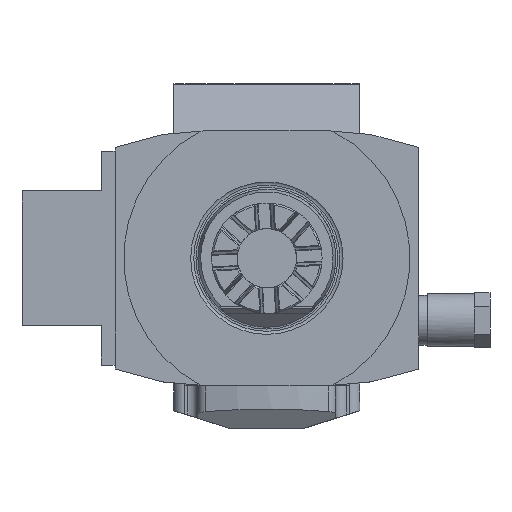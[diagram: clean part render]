
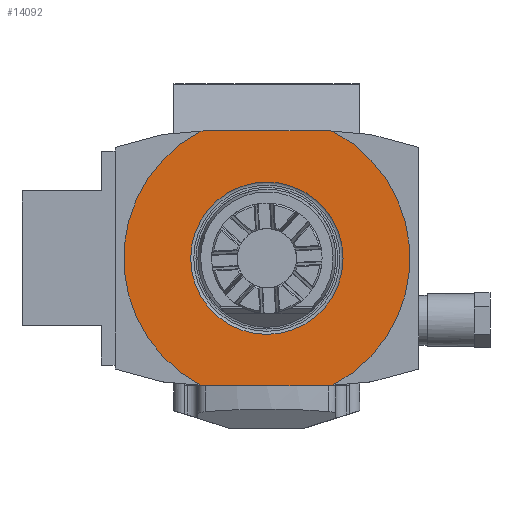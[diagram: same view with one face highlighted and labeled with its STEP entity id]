
A CAD part, front view. The second image highlights one B-rep face of the part: STEP entity #14092.
In plain terms, the highlighted planar face has unit normal (0, -1, 0).
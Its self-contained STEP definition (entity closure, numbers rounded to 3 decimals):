
#122 = VECTOR ( 'NONE', #13674, 1000. ) ;
#123 = DIRECTION ( 'NONE',  ( 0., 1., 0. ) ) ;
#705 = PLANE ( 'NONE',  #11295 ) ;
#887 = VERTEX_POINT ( 'NONE', #19279 ) ;
#962 = VECTOR ( 'NONE', #6695, 1000. ) ;
#990 = EDGE_CURVE ( 'NONE', #19027, #19027, #16661, .T. ) ;
#1298 = LINE ( 'NONE', #27414, #21368 ) ;
#1564 = VERTEX_POINT ( 'NONE', #18535 ) ;
#2109 = LINE ( 'NONE', #6896, #4117 ) ;
#2119 = VERTEX_POINT ( 'NONE', #18862 ) ;
#2205 = CARTESIAN_POINT ( 'NONE',  ( 17.21, -78., 37. ) ) ;
#2516 = DIRECTION ( 'NONE',  ( 0., 1., 0. ) ) ;
#2640 = CARTESIAN_POINT ( 'NONE',  ( 0., -78., 37. ) ) ;
#2720 = ORIENTED_EDGE ( 'NONE', *, *, #990, .F. ) ;
#2801 = LINE ( 'NONE', #4879, #9172 ) ;
#3025 = EDGE_CURVE ( 'NONE', #1564, #13022, #4484, .T. ) ;
#3350 = CARTESIAN_POINT ( 'NONE',  ( 0., -78., 0. ) ) ;
#3419 = CARTESIAN_POINT ( 'NONE',  ( -22.095, -78., 0. ) ) ;
#4117 = VECTOR ( 'NONE', #21441, 1000. ) ;
#4484 = LINE ( 'NONE', #27843, #122 ) ;
#4706 = EDGE_CURVE ( 'NONE', #11672, #887, #1298, .T. ) ;
#4879 = CARTESIAN_POINT ( 'NONE',  ( -30.155, -78., 35.867 ) ) ;
#4888 = CARTESIAN_POINT ( 'NONE',  ( 0., -78., 0. ) ) ;
#5401 = EDGE_CURVE ( 'NONE', #2119, #19293, #2801, .T. ) ;
#5874 = DIRECTION ( 'NONE',  ( -1., 0., 0. ) ) ;
#6695 = DIRECTION ( 'NONE',  ( 1., 0., 0. ) ) ;
#6896 = CARTESIAN_POINT ( 'NONE',  ( 0., -78., -37. ) ) ;
#7997 = DIRECTION ( 'NONE',  ( -1., 0., 0. ) ) ;
#8383 = ORIENTED_EDGE ( 'NONE', *, *, #11128, .F. ) ;
#9172 = VECTOR ( 'NONE', #25226, 1000. ) ;
#9254 = DIRECTION ( 'NONE',  ( -1., 0., 0. ) ) ;
#9849 = CARTESIAN_POINT ( 'NONE',  ( 22.15, -78., 0. ) ) ;
#11128 = EDGE_CURVE ( 'NONE', #27478, #1564, #22789, .T. ) ;
#11295 = AXIS2_PLACEMENT_3D ( 'NONE', #9849, #123, #9254 ) ;
#11672 = VERTEX_POINT ( 'NONE', #12969 ) ;
#11926 = CIRCLE ( 'NONE', #23459, 41.5 ) ;
#12226 = VERTEX_POINT ( 'NONE', #2205 ) ;
#12532 = DIRECTION ( 'NONE',  ( 0., 1., 0. ) ) ;
#12969 = CARTESIAN_POINT ( 'NONE',  ( -19.12, -78., -36.833 ) ) ;
#13022 = VERTEX_POINT ( 'NONE', #23912 ) ;
#13674 = DIRECTION ( 'NONE',  ( -0.996, 0., -0.087 ) ) ;
#14088 = DIRECTION ( 'NONE',  ( -1., 0., 0. ) ) ;
#14092 = ADVANCED_FACE ( 'Defeature completata1_401', ( #21291, #16042 ), #705, .F. ) ;
#14215 = CARTESIAN_POINT ( 'NONE',  ( 30.155, -78., 35.867 ) ) ;
#15700 = EDGE_CURVE ( 'NONE', #11672, #2119, #11926, .T. ) ;
#16042 = FACE_BOUND ( 'NONE', #22517, .T. ) ;
#16182 = LINE ( 'NONE', #14215, #24810 ) ;
#16480 = CARTESIAN_POINT ( 'NONE',  ( -17.21, -78., 37. ) ) ;
#16661 = CIRCLE ( 'NONE', #20016, 22.095 ) ;
#16666 = ORIENTED_EDGE ( 'NONE', *, *, #5401, .F. ) ;
#17860 = EDGE_CURVE ( 'NONE', #887, #13022, #2109, .T. ) ;
#17995 = EDGE_LOOP ( 'NONE', ( #16666, #18529, #21613, #23800, #28650, #8383, #27487, #23102 ) ) ;
#18529 = ORIENTED_EDGE ( 'NONE', *, *, #15700, .F. ) ;
#18535 = CARTESIAN_POINT ( 'NONE',  ( 19.12, -78., -36.833 ) ) ;
#18862 = CARTESIAN_POINT ( 'NONE',  ( -19.12, -78., 36.833 ) ) ;
#19027 = VERTEX_POINT ( 'NONE', #3419 ) ;
#19279 = CARTESIAN_POINT ( 'NONE',  ( -17.21, -78., -37. ) ) ;
#19293 = VERTEX_POINT ( 'NONE', #16480 ) ;
#20016 = AXIS2_PLACEMENT_3D ( 'NONE', #28824, #22454, #7997 ) ;
#20526 = LINE ( 'NONE', #2640, #962 ) ;
#21291 = FACE_OUTER_BOUND ( 'NONE', #17995, .T. ) ;
#21368 = VECTOR ( 'NONE', #24690, 1000. ) ;
#21441 = DIRECTION ( 'NONE',  ( 1., 0., 0. ) ) ;
#21613 = ORIENTED_EDGE ( 'NONE', *, *, #4706, .T. ) ;
#22454 = DIRECTION ( 'NONE',  ( 0., -1., 0. ) ) ;
#22517 = EDGE_LOOP ( 'NONE', ( #2720 ) ) ;
#22789 = CIRCLE ( 'NONE', #27619, 41.5 ) ;
#23102 = ORIENTED_EDGE ( 'NONE', *, *, #25359, .F. ) ;
#23459 = AXIS2_PLACEMENT_3D ( 'NONE', #3350, #12532, #5874 ) ;
#23800 = ORIENTED_EDGE ( 'NONE', *, *, #17860, .T. ) ;
#23912 = CARTESIAN_POINT ( 'NONE',  ( 17.21, -78., -37. ) ) ;
#24690 = DIRECTION ( 'NONE',  ( 0.996, 0., -0.087 ) ) ;
#24810 = VECTOR ( 'NONE', #25382, 1000. ) ;
#25226 = DIRECTION ( 'NONE',  ( 0.996, 0., 0.087 ) ) ;
#25359 = EDGE_CURVE ( 'NONE', #19293, #12226, #20526, .T. ) ;
#25382 = DIRECTION ( 'NONE',  ( -0.996, 0., 0.087 ) ) ;
#26273 = EDGE_CURVE ( 'NONE', #27478, #12226, #16182, .T. ) ;
#27414 = CARTESIAN_POINT ( 'NONE',  ( -3.343, -78., -38.213 ) ) ;
#27478 = VERTEX_POINT ( 'NONE', #28477 ) ;
#27487 = ORIENTED_EDGE ( 'NONE', *, *, #26273, .T. ) ;
#27619 = AXIS2_PLACEMENT_3D ( 'NONE', #4888, #2516, #14088 ) ;
#27843 = CARTESIAN_POINT ( 'NONE',  ( 3.343, -78., -38.213 ) ) ;
#28477 = CARTESIAN_POINT ( 'NONE',  ( 19.12, -78., 36.833 ) ) ;
#28650 = ORIENTED_EDGE ( 'NONE', *, *, #3025, .F. ) ;
#28824 = CARTESIAN_POINT ( 'NONE',  ( 0., -78., 0. ) ) ;
